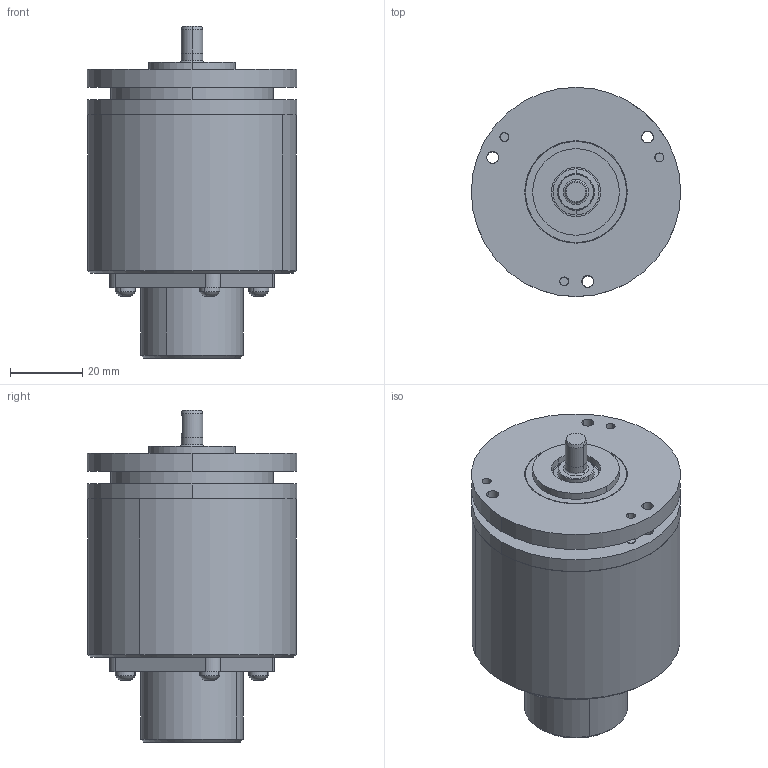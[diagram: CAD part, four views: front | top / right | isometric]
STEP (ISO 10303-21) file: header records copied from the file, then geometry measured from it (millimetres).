
FILE_DESCRIPTION((''),'2;1');
FILE_NAME('549344','2010-11-10T',('se2802'),(''),'PRO/ENGINEER BY PARAMETRIC TECHNOLOGY CORPORATION, 2010180','PRO/ENGINEER BY PARAMETRIC TECHNOLOGY CORPORATION, 2010180','');
FILE_SCHEMA(('CONFIG_CONTROL_DESIGN'));
Products named in the file (1): 549344
Bounding box: 58 x 58 x 92 mm (x, y, z)
Volume: 91143.4 mm3; surface area: 47820.6 mm2
Topology: 2 solids, 4 shells, 1882 faces, 5129 edges, 3347 vertices
Faces by surface type: plane 922, cylinder 504, extrusion 324, cone 60, torus 58, sphere 14
Entity records: 64435 total; most frequent: CARTESIAN_POINT 16986, ORIENTED_EDGE 10254, DIRECTION 9191, EDGE_CURVE 5127, VERTEX_POINT 3347, VECTOR 3119, AXIS2_PLACEMENT_3D 3036, LINE 2795
